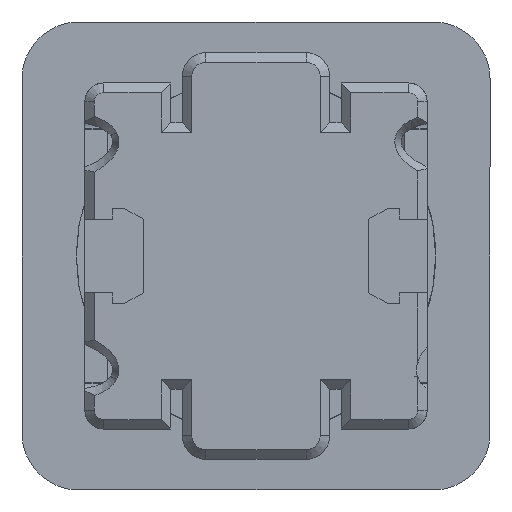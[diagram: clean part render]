
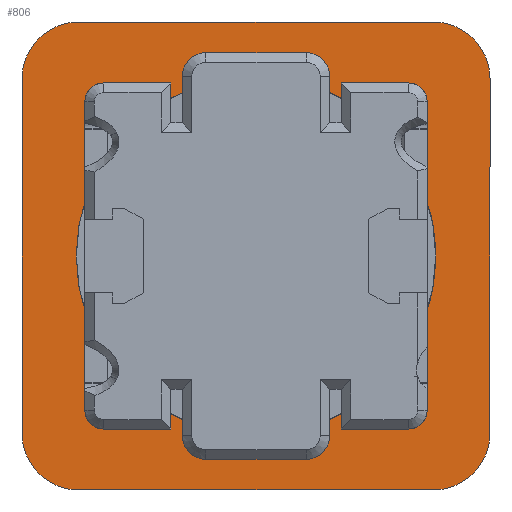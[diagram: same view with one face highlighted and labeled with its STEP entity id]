
A CAD part, front view. The second image highlights one B-rep face of the part: STEP entity #806.
In plain terms, the highlighted face is planar.
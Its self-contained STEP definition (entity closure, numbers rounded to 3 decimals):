
#118 = AXIS2_PLACEMENT_3D ( 'NONE', #29230, #24914, #15840 ) ;
#224 = CIRCLE ( 'NONE', #256, 6. ) ;
#256 = AXIS2_PLACEMENT_3D ( 'NONE', #1301, #24175, #15396 ) ;
#511 = EDGE_CURVE ( 'NONE', #6381, #25007, #20479, .T. ) ;
#655 = VERTEX_POINT ( 'NONE', #1006 ) ;
#806 = ADVANCED_FACE ( 'NONE', ( #11094 ), #27139, .T. ) ;
#1006 = CARTESIAN_POINT ( 'NONE',  ( -18.75, 24.75, 0. ) ) ;
#1132 = DIRECTION ( 'NONE',  ( 0., 1., 0. ) ) ;
#1271 = CARTESIAN_POINT ( 'NONE',  ( 18.75, -18.75, 0. ) ) ;
#1301 = CARTESIAN_POINT ( 'NONE',  ( -18.75, -18.75, 0. ) ) ;
#2132 = EDGE_CURVE ( 'NONE', #655, #26464, #3334, .T. ) ;
#2497 = CARTESIAN_POINT ( 'NONE',  ( 18.75, -24.75, 0. ) ) ;
#3334 = CIRCLE ( 'NONE', #8553, 6. ) ;
#3716 = CARTESIAN_POINT ( 'NONE',  ( -18.75, 18.75, 0. ) ) ;
#3891 = EDGE_CURVE ( 'NONE', #16119, #20554, #22424, .T. ) ;
#4730 = CARTESIAN_POINT ( 'NONE',  ( 18.75, 24.75, 0. ) ) ;
#5331 = ORIENTED_EDGE ( 'NONE', *, *, #10022, .F. ) ;
#6313 = CARTESIAN_POINT ( 'NONE',  ( 18.75, -24.75, 0. ) ) ;
#6381 = VERTEX_POINT ( 'NONE', #17338 ) ;
#8553 = AXIS2_PLACEMENT_3D ( 'NONE', #3716, #10836, #29115 ) ;
#9003 = CARTESIAN_POINT ( 'NONE',  ( -24.75, -18.75, 0. ) ) ;
#9493 = ORIENTED_EDGE ( 'NONE', *, *, #23119, .F. ) ;
#9882 = VECTOR ( 'NONE', #17564, 1000. ) ;
#9966 = CARTESIAN_POINT ( 'NONE',  ( 24.75, -18.75, 0. ) ) ;
#10022 = EDGE_CURVE ( 'NONE', #26464, #26437, #19650, .T. ) ;
#10345 = DIRECTION ( 'NONE',  ( 0., 0., 1. ) ) ;
#10592 = AXIS2_PLACEMENT_3D ( 'NONE', #13158, #29058, #19692 ) ;
#10836 = DIRECTION ( 'NONE',  ( 0., 0., 1. ) ) ;
#11094 = FACE_OUTER_BOUND ( 'NONE', #26296, .T. ) ;
#12263 = ORIENTED_EDGE ( 'NONE', *, *, #13445, .F. ) ;
#12999 = LINE ( 'NONE', #22045, #13604 ) ;
#13158 = CARTESIAN_POINT ( 'NONE',  ( 18.75, 18.75, 0. ) ) ;
#13445 = EDGE_CURVE ( 'NONE', #27094, #16119, #12999, .T. ) ;
#13604 = VECTOR ( 'NONE', #1132, 1000. ) ;
#14088 = DIRECTION ( 'NONE',  ( -1., 0., 0. ) ) ;
#15396 = DIRECTION ( 'NONE',  ( -1., 0., 0. ) ) ;
#15840 = DIRECTION ( 'NONE',  ( -1., 0., 0. ) ) ;
#16119 = VERTEX_POINT ( 'NONE', #18163 ) ;
#16191 = ORIENTED_EDGE ( 'NONE', *, *, #22194, .F. ) ;
#16302 = AXIS2_PLACEMENT_3D ( 'NONE', #1271, #10345, #22180 ) ;
#17338 = CARTESIAN_POINT ( 'NONE',  ( -18.75, -24.75, 0. ) ) ;
#17564 = DIRECTION ( 'NONE',  ( 0., -1., 0. ) ) ;
#18163 = CARTESIAN_POINT ( 'NONE',  ( 24.75, 18.75, 0. ) ) ;
#18645 = EDGE_CURVE ( 'NONE', #25007, #27094, #27715, .T. ) ;
#19650 = LINE ( 'NONE', #21591, #9882 ) ;
#19692 = DIRECTION ( 'NONE',  ( 1., 0., 0. ) ) ;
#19709 = VECTOR ( 'NONE', #14088, 1000. ) ;
#20360 = ORIENTED_EDGE ( 'NONE', *, *, #2132, .F. ) ;
#20474 = LINE ( 'NONE', #4730, #19709 ) ;
#20479 = LINE ( 'NONE', #2497, #24573 ) ;
#20554 = VERTEX_POINT ( 'NONE', #22447 ) ;
#20637 = DIRECTION ( 'NONE',  ( 1., 0., 0. ) ) ;
#21559 = ORIENTED_EDGE ( 'NONE', *, *, #3891, .F. ) ;
#21591 = CARTESIAN_POINT ( 'NONE',  ( -24.75, 18.75, 0. ) ) ;
#22045 = CARTESIAN_POINT ( 'NONE',  ( 24.75, 18.75, 0. ) ) ;
#22180 = DIRECTION ( 'NONE',  ( -1., 0., 0. ) ) ;
#22194 = EDGE_CURVE ( 'NONE', #26437, #6381, #224, .T. ) ;
#22424 = CIRCLE ( 'NONE', #10592, 6. ) ;
#22447 = CARTESIAN_POINT ( 'NONE',  ( 18.75, 24.75, 0. ) ) ;
#23119 = EDGE_CURVE ( 'NONE', #20554, #655, #20474, .T. ) ;
#24175 = DIRECTION ( 'NONE',  ( 0., 0., 1. ) ) ;
#24573 = VECTOR ( 'NONE', #20637, 1000. ) ;
#24914 = DIRECTION ( 'NONE',  ( 0., 0., -1. ) ) ;
#25007 = VERTEX_POINT ( 'NONE', #6313 ) ;
#26169 = ORIENTED_EDGE ( 'NONE', *, *, #18645, .F. ) ;
#26296 = EDGE_LOOP ( 'NONE', ( #26169, #26969, #16191, #5331, #20360, #9493, #21559, #12263 ) ) ;
#26437 = VERTEX_POINT ( 'NONE', #9003 ) ;
#26464 = VERTEX_POINT ( 'NONE', #29061 ) ;
#26969 = ORIENTED_EDGE ( 'NONE', *, *, #511, .F. ) ;
#27094 = VERTEX_POINT ( 'NONE', #9966 ) ;
#27139 = PLANE ( 'NONE',  #118 ) ;
#27715 = CIRCLE ( 'NONE', #16302, 6. ) ;
#29058 = DIRECTION ( 'NONE',  ( 0., 0., 1. ) ) ;
#29061 = CARTESIAN_POINT ( 'NONE',  ( -24.75, 18.75, 0. ) ) ;
#29115 = DIRECTION ( 'NONE',  ( -1., 0., 0. ) ) ;
#29230 = CARTESIAN_POINT ( 'NONE',  ( 18.75, -18.75, 0. ) ) ;
